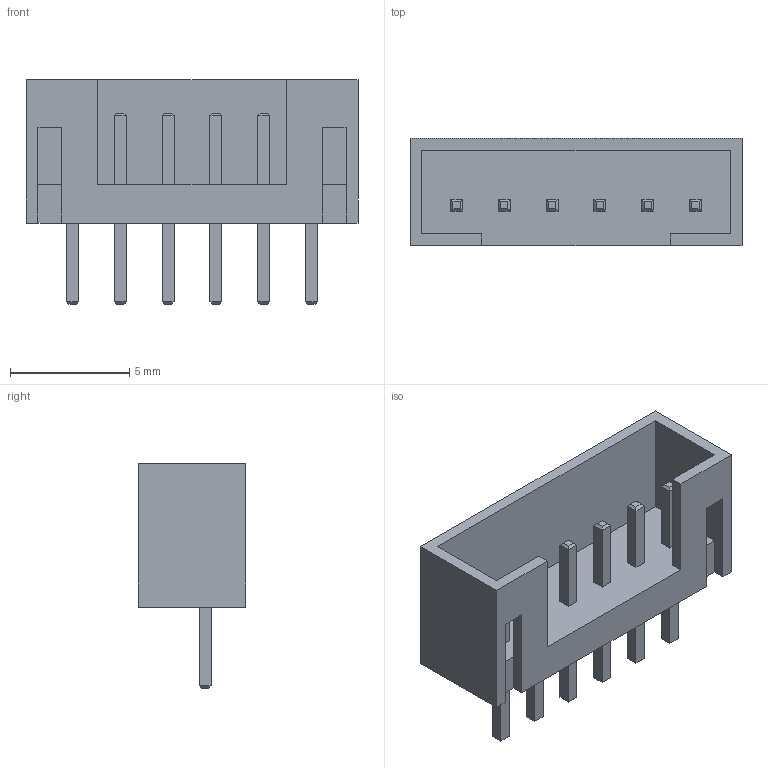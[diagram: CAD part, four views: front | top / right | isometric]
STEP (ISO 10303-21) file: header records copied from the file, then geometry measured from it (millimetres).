
FILE_DESCRIPTION( ( '' ), ' ' );
FILE_NAME( '5af13d52d7a6fe0fe3318039.step', '2018-05-08T06:01:56', ( '' ), ( '' ), ' ', ' ', ' ' );
FILE_SCHEMA( ( 'AUTOMOTIVE_DESIGN { 1 0 10303 214 1 1 1 1 }' ) );
Length unit declared in the file: metre
Products named in the file (7): Pin 6; Pin 5; Pin 4; Pin 3; Pin 2; Pin 1; JST Plug
Bounding box: 13.9 x 4.5 x 9.4 mm (x, y, z)
Volume: 164.8 mm3; surface area: 537.1 mm2
Topology: 7 solids, 7 shells, 128 faces, 304 edges, 186 vertices
Faces by surface type: plane 128
Entity records: 4680 total; most frequent: CARTESIAN_POINT 625, ORIENTED_EDGE 608, DIRECTION 574, EDGE_CURVE 304, LINE 304, VECTOR 304, VERTEX_POINT 186, EDGE_LOOP 140
